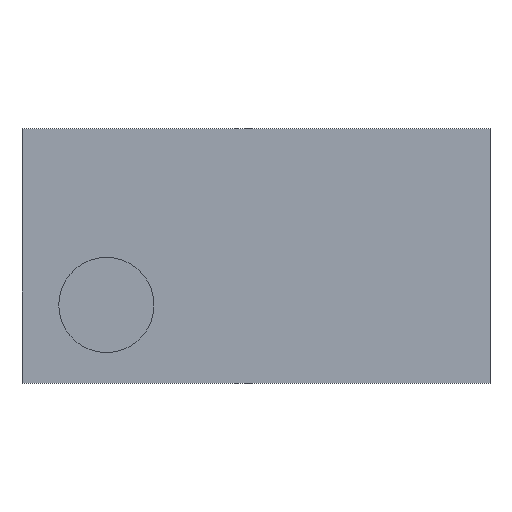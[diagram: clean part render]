
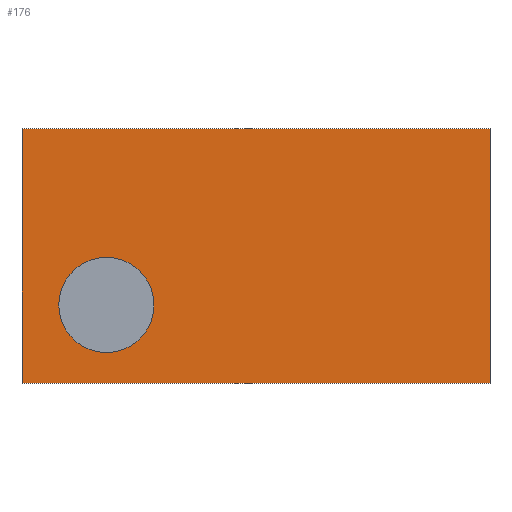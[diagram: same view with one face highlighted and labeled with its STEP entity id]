
A CAD part, top view. The second image highlights one B-rep face of the part: STEP entity #176.
In plain terms, the highlighted planar face has unit normal (0, 0, 1).
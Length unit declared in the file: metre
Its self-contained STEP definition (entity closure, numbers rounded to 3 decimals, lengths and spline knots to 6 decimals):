
#14=CIRCLE('',#315,0.000165);
#32=ORIENTED_EDGE('',*,*,#56,.F.);
#33=ORIENTED_EDGE('',*,*,#46,.F.);
#34=ORIENTED_EDGE('',*,*,#50,.T.);
#35=ORIENTED_EDGE('',*,*,#53,.T.);
#36=ORIENTED_EDGE('',*,*,#55,.F.);
#46=EDGE_CURVE('',#122,#123,#60,.T.);
#50=EDGE_CURVE('',#122,#125,#64,.T.);
#53=EDGE_CURVE('',#125,#127,#67,.T.);
#55=EDGE_CURVE('',#123,#127,#69,.T.);
#56=EDGE_CURVE('',#128,#128,#14,.T.);
#60=LINE('',#411,#72);
#64=LINE('',#419,#76);
#67=LINE('',#425,#79);
#69=LINE('',#428,#81);
#72=VECTOR('',#346,1.);
#76=VECTOR('',#352,1.);
#79=VECTOR('',#357,1.);
#81=VECTOR('',#361,1.);
#86=EDGE_LOOP('',(#32));
#87=EDGE_LOOP('',(#33,#34,#35,#36));
#96=PLANE('',#314);
#122=VERTEX_POINT('',#410);
#123=VERTEX_POINT('',#412);
#125=VERTEX_POINT('',#418);
#127=VERTEX_POINT('',#424);
#128=VERTEX_POINT('',#431);
#150=FACE_BOUND('',#86,.T.);
#151=FACE_BOUND('',#87,.T.);
#176=ADVANCED_FACE('',(#150,#151),#96,.T.);
#314=AXIS2_PLACEMENT_3D('',#429,#362,#363);
#315=AXIS2_PLACEMENT_3D('',#430,#364,#365);
#346=DIRECTION('',(0.,-1.,0.));
#352=DIRECTION('',(-1.,0.,0.));
#357=DIRECTION('',(0.,-1.,0.));
#361=DIRECTION('',(-1.,0.,0.));
#362=DIRECTION('',(0.,0.,1.));
#363=DIRECTION('',(1.,0.,0.));
#364=DIRECTION('',(0.,0.,1.));
#365=DIRECTION('',(1.,0.,0.));
#410=CARTESIAN_POINT('',(0.00081,0.000441,0.00028));
#411=CARTESIAN_POINT('',(0.00081,0.,0.00028));
#412=CARTESIAN_POINT('',(0.00081,-0.000441,0.00028));
#418=CARTESIAN_POINT('',(-0.00081,0.000441,0.00028));
#419=CARTESIAN_POINT('',(0.,0.000441,0.00028));
#424=CARTESIAN_POINT('',(-0.00081,-0.000441,0.00028));
#425=CARTESIAN_POINT('',(-0.00081,0.,0.00028));
#428=CARTESIAN_POINT('',(0.,-0.000441,0.00028));
#429=CARTESIAN_POINT('',(0.,0.,0.00028));
#430=CARTESIAN_POINT('',(-0.000518,-0.00017,0.00028));
#431=CARTESIAN_POINT('',(-0.000353,-0.00017,0.00028));
